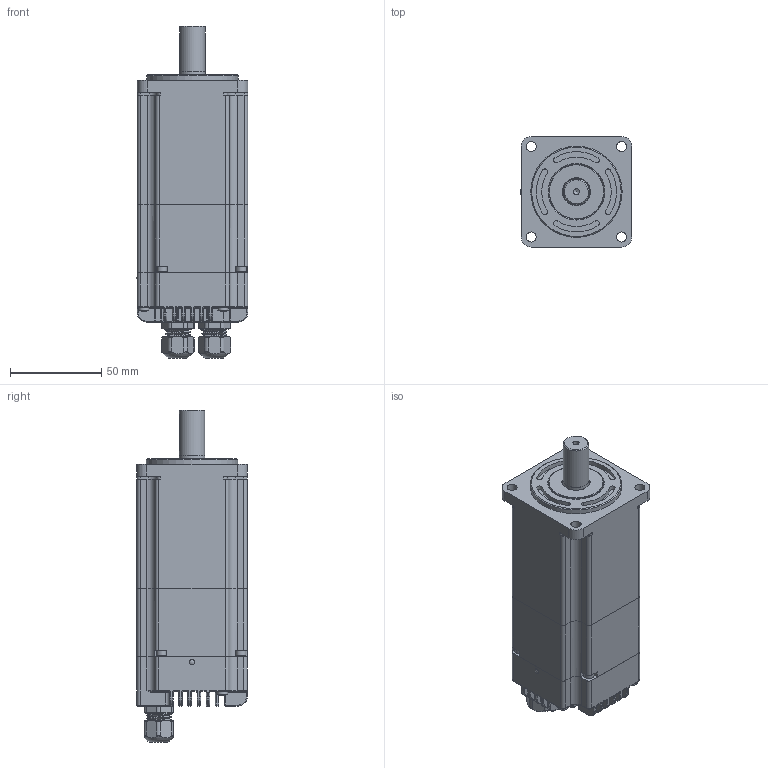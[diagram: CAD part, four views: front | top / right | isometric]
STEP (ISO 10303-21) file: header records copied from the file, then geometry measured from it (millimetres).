
FILE_DESCRIPTION (( 'STEP AP203' ), '1' );
FILE_NAME ('ZMD60AIS132-48-C01330-B1-5-1C-Z.STEP', '2025-03-13T07:09:17', ( '¼¼Êõ03' ), ( 'HP Inc.' ), 'SwSTEP 2.0', 'SolidWorks 2020', '' );
FILE_SCHEMA (( 'CONFIG_CONTROL_DESIGN' ));
Length unit declared in the file: millimetre
Products named in the file (1): ZMD60AIS132-48-C01330-B1-5-1C-Z
Bounding box: 60.99 x 60.5 x 181.8 mm (x, y, z)
Volume: 168706.6 mm3; surface area: 100837.7 mm2
Topology: 16 solids, 16 shells, 1907 faces, 4787 edges, 2879 vertices
Faces by surface type: plane 710, cylinder 670, torus 206, bspline 128, sphere 107, cone 86
Full cylindrical faces by diameter (mm): 2.5 x19, 2.598 x4, 3 x10, 3.3 x1, 3.4 x4, 3.6 x4, 5.5 x8, 5.6 x4, 6 x1, 8 x1, 9.371 x2, 9.543 x2, 10 x1, 10.5 x2, 12 x1, 14 x1, 14.1 x1, 14.2 x1, 15 x2, 17 x1, 19 x1, 20 x1, 22 x1, 26 x1, 30 x2, 35 x1, 50 x1, 56.5 x1, 57.8 x1, 58.3 x2
Entity records: 67127 total; most frequent: CARTESIAN_POINT 23279, DIRECTION 9176, ORIENTED_EDGE 8934, EDGE_CURVE 4467, AXIS2_PLACEMENT_3D 3390, VERTEX_POINT 2809, VECTOR 2396, LINE 2396
